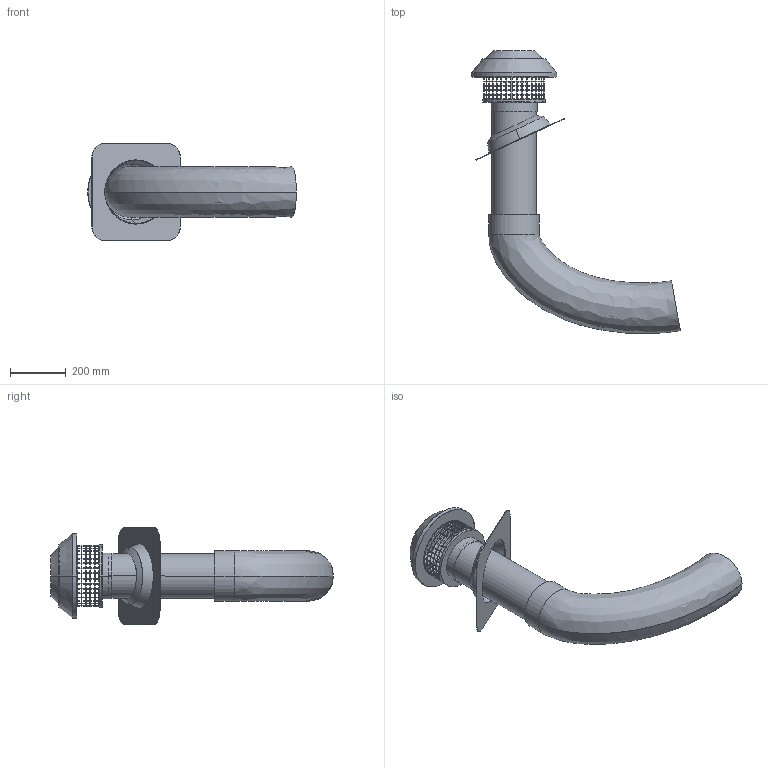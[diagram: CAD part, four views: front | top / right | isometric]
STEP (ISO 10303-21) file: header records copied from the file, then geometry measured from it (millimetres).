
FILE_DESCRIPTION((''),'2;1');
FILE_NAME('ISODRIVE-SP2-3000-2X1600','2021-02-12T',('seona'),(''),'CREO PARAMETRIC BY PTC INC, 2016260','CREO PARAMETRIC BY PTC INC, 2016260','');
FILE_SCHEMA(('CONFIG_CONTROL_DESIGN'));
Length unit declared in the file: millimetre
Products named in the file (1): ISODRIVE-SP2-3000-2X1600
Bounding box: 749.84 x 1016.48 x 350 mm (x, y, z)
Volume: 993139.2 mm3; surface area: 1958433.5 mm2
Topology: 6 solids, 6 shells, 801 faces, 2386 edges, 1584 vertices
Faces by surface type: plane 743, cylinder 32, bspline 18, cone 8
Entity records: 34282 total; most frequent: CARTESIAN_POINT 11263, DIRECTION 4772, ORIENTED_EDGE 4772, EDGE_CURVE 2386, AXIS2_PLACEMENT_3D 1623, VERTEX_POINT 1584, VECTOR 1526, LINE 1526
